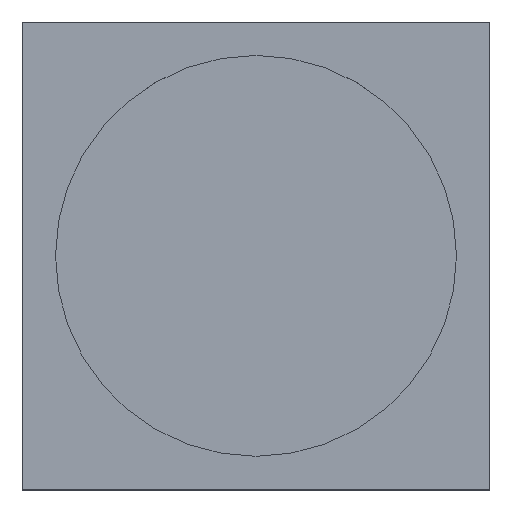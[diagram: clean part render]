
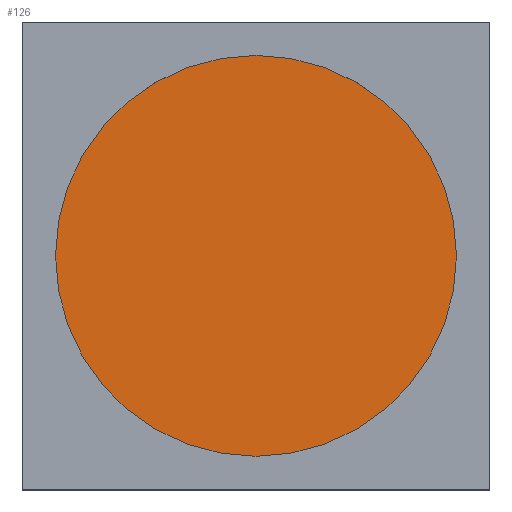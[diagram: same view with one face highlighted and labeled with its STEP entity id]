
A CAD part, top view. The second image highlights one B-rep face of the part: STEP entity #126.
In plain terms, the highlighted planar face has unit normal (0, 0, 1).
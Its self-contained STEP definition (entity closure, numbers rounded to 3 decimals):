
#17=PLANE('',#150);
#25=FACE_OUTER_BOUND('',#33,.T.);
#33=EDGE_LOOP('',(#98));
#68=CIRCLE('',#149,1.5);
#70=VERTEX_POINT('',#196);
#81=EDGE_CURVE('',#70,#70,#68,.T.);
#98=ORIENTED_EDGE('',*,*,#81,.F.);
#126=ADVANCED_FACE('',(#25),#17,.T.);
#149=AXIS2_PLACEMENT_3D('',#198,#164,#165);
#150=AXIS2_PLACEMENT_3D('',#199,#166,#167);
#164=DIRECTION('center_axis',(0.,0.,-1.));
#165=DIRECTION('ref_axis',(1.,0.,0.));
#166=DIRECTION('center_axis',(0.,0.,1.));
#167=DIRECTION('ref_axis',(1.,0.,0.));
#196=CARTESIAN_POINT('',(-1.5,0.,1.1));
#198=CARTESIAN_POINT('Origin',(0.,0.,1.1));
#199=CARTESIAN_POINT('Origin',(0.,0.,1.1));
